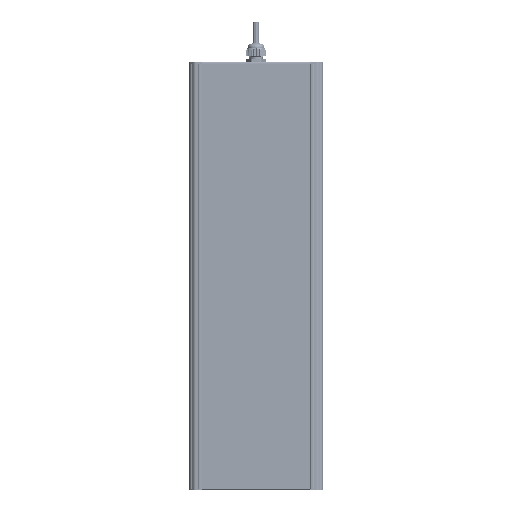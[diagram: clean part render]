
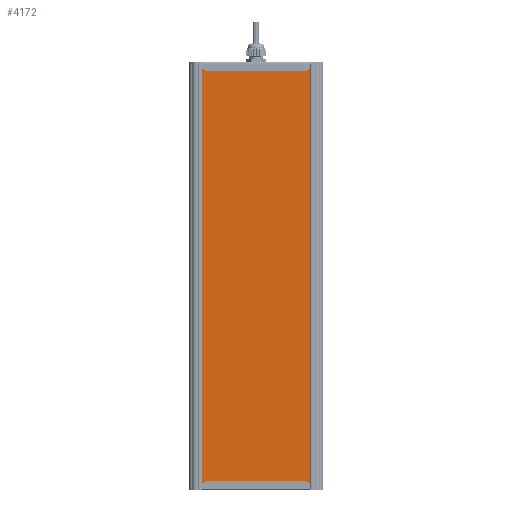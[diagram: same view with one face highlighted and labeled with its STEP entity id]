
A CAD part, front view. The second image highlights one B-rep face of the part: STEP entity #4172.
In plain terms, the highlighted face is planar.
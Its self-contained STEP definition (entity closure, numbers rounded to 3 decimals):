
#4172=ADVANCED_FACE('',(#16681),#16683,.T.);
#16681=FACE_BOUND('',#16682,.T.);
#16682=EDGE_LOOP('',(#48063,#48064,#48065,#48066));
#16683=PLANE('',#16684);
#16684=AXIS2_PLACEMENT_3D('',#16685,#16686,#16687);
#16685=CARTESIAN_POINT('',(2111.497,401.002,-34.582));
#16686=DIRECTION('',(0.,0.,-1.));
#16687=DIRECTION('',(0.,1.,0.));
#48063=ORIENTED_EDGE('',*,*,#56433,.F.);
#48064=ORIENTED_EDGE('',*,*,#56432,.T.);
#48065=ORIENTED_EDGE('',*,*,#56434,.F.);
#48066=ORIENTED_EDGE('',*,*,#56435,.F.);
#56432=EDGE_CURVE('',#62910,#62914,#62916,.T.);
#56433=EDGE_CURVE('',#62910,#62917,#62918,.T.);
#56434=EDGE_CURVE('',#62919,#62914,#62920,.T.);
#56435=EDGE_CURVE('',#62917,#62919,#62921,.T.);
#62910=VERTEX_POINT('',#83134);
#62914=VERTEX_POINT('',#83142);
#62916=LINE('',#83146,#83147);
#62917=VERTEX_POINT('',#83149);
#62918=LINE('',#83150,#83151);
#62919=VERTEX_POINT('',#83153);
#62920=LINE('',#83154,#83155);
#62921=LINE('',#83157,#83158);
#83134=CARTESIAN_POINT('',(2111.497,565.13,-34.582));
#83142=CARTESIAN_POINT('',(2707.497,565.13,-34.582));
#83146=CARTESIAN_POINT('',(2111.497,565.13,-34.582));
#83147=VECTOR('',#83148,1.);
#83148=DIRECTION('',(1.,0.,0.));
#83149=CARTESIAN_POINT('',(2111.497,401.002,-34.582));
#83150=CARTESIAN_POINT('',(2111.497,565.13,-34.582));
#83151=VECTOR('',#83152,1.);
#83152=DIRECTION('',(0.,-1.,0.));
#83153=CARTESIAN_POINT('',(2707.497,401.002,-34.582));
#83154=CARTESIAN_POINT('',(2707.497,401.002,-34.582));
#83155=VECTOR('',#83156,1.);
#83156=DIRECTION('',(0.,1.,0.));
#83157=CARTESIAN_POINT('',(2111.497,401.002,-34.582));
#83158=VECTOR('',#83159,1.);
#83159=DIRECTION('',(1.,0.,0.));
